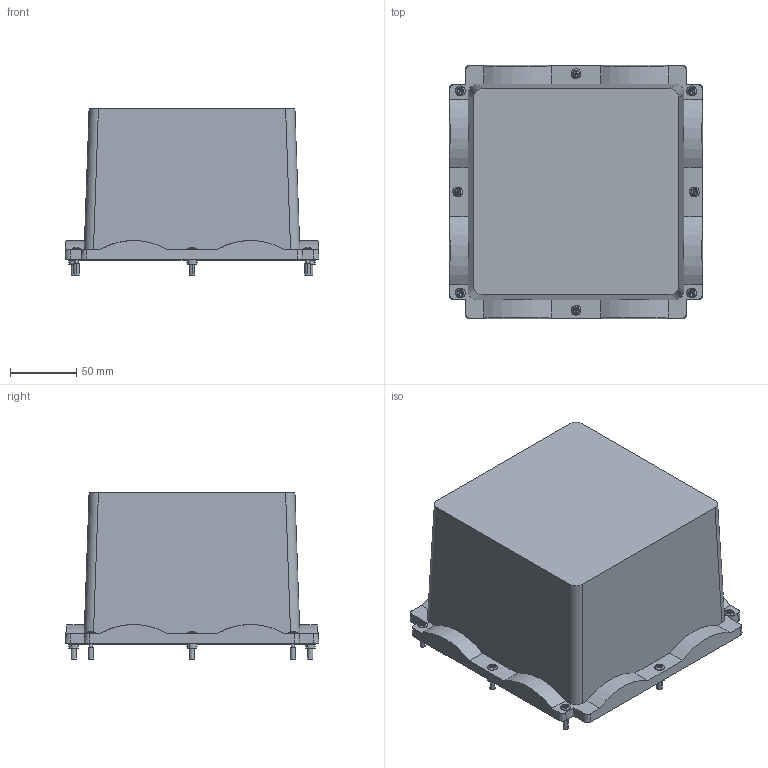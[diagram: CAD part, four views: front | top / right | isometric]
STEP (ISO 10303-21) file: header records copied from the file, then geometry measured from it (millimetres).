
FILE_DESCRIPTION(('CATIA V5 STEP Exchange','CAx-IF Rec.Pracs.--- Model Styling and Organization---1.4--- 2014-01-23'),'2;1');
FILE_NAME ('736844-1_3_2659730000_2659730000.stp','2019-09-09T14:37:04+00:00',('none'),('Weidmueller'),'CATIA Version 5-6 Release 2016 SP3 HF44','CATIA V5 STEP AP214','none');
FILE_SCHEMA(('AUTOMOTIVE_DESIGN { 1 0 10303 214 1 1 1 1 }'));
Products named in the file (1): 2659730000
Bounding box: 191 x 191 x 125 mm (x, y, z)
Volume: 348218.1 mm3; surface area: 244683.1 mm2
Topology: 2 solids, 2 shells, 1736 faces, 4472 edges, 2774 vertices
Faces by surface type: plane 794, cylinder 488, cone 186, torus 182, bspline 70, sphere 16
Entity records: 53766 total; most frequent: CARTESIAN_POINT 15441, ORIENTED_EDGE 8912, DIRECTION 5299, EDGE_CURVE 4456, VERTEX_POINT 2774, VECTOR 2273, LINE 2273, AXIS2_PLACEMENT_3D 2119
